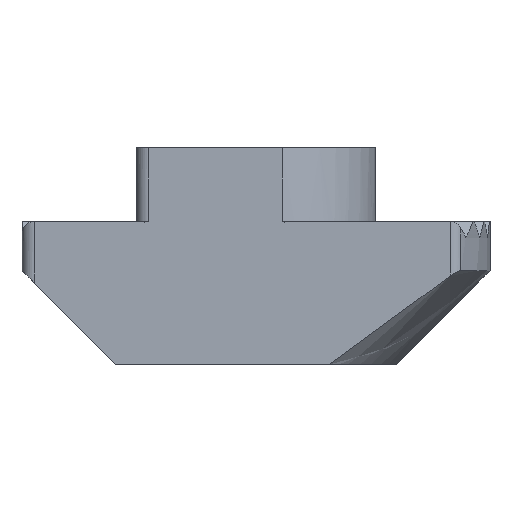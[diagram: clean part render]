
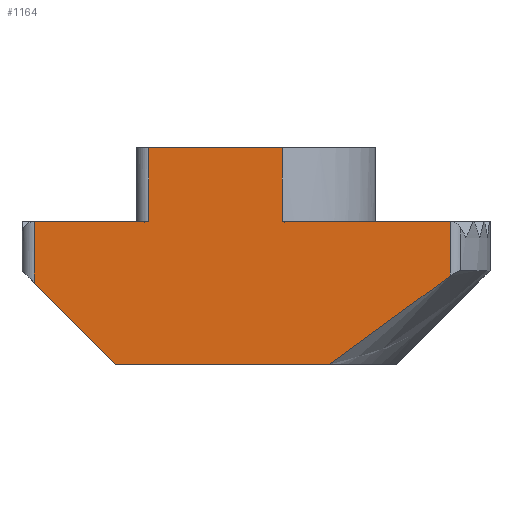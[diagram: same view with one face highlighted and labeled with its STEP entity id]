
A CAD part, front view. The second image highlights one B-rep face of the part: STEP entity #1164.
In plain terms, the highlighted planar face has unit normal (0, -1, 0).
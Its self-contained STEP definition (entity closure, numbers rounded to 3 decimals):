
#19=PLANE('',#1251);
#96=FACE_OUTER_BOUND('',#159,.T.);
#159=EDGE_LOOP('',(#819,#820,#821,#822,#823,#824,#825,#826,#827,#828));
#236=LINE('',#1801,#353);
#237=LINE('',#1804,#354);
#241=LINE('',#1814,#358);
#242=LINE('',#1816,#359);
#243=LINE('',#1818,#360);
#244=LINE('',#1820,#361);
#245=LINE('',#1822,#362);
#246=LINE('',#1824,#363);
#247=LINE('',#1826,#364);
#248=LINE('',#1827,#365);
#353=VECTOR('',#1390,2.5);
#354=VECTOR('',#1393,4.65);
#358=VECTOR('',#1401,4.667);
#359=VECTOR('',#1402,8.695);
#360=VECTOR('',#1403,6.06);
#361=VECTOR('',#1404,2.213);
#362=VECTOR('',#1405,6.813);
#363=VECTOR('',#1406,3.);
#364=VECTOR('',#1407,5.416);
#365=VECTOR('',#1408,3.);
#507=VERTEX_POINT('',#1794);
#510=VERTEX_POINT('',#1799);
#511=VERTEX_POINT('',#1803);
#515=VERTEX_POINT('',#1813);
#516=VERTEX_POINT('',#1815);
#517=VERTEX_POINT('',#1817);
#518=VERTEX_POINT('',#1819);
#519=VERTEX_POINT('',#1821);
#520=VERTEX_POINT('',#1823);
#521=VERTEX_POINT('',#1825);
#630=EDGE_CURVE('',#510,#507,#236,.T.);
#631=EDGE_CURVE('',#511,#507,#237,.T.);
#636=EDGE_CURVE('',#510,#515,#241,.T.);
#637=EDGE_CURVE('',#515,#516,#242,.T.);
#638=EDGE_CURVE('',#516,#517,#243,.T.);
#639=EDGE_CURVE('',#518,#517,#244,.T.);
#640=EDGE_CURVE('',#518,#519,#245,.T.);
#641=EDGE_CURVE('',#520,#519,#246,.T.);
#642=EDGE_CURVE('',#521,#520,#247,.T.);
#643=EDGE_CURVE('',#511,#521,#248,.T.);
#819=ORIENTED_EDGE('',*,*,#630,.F.);
#820=ORIENTED_EDGE('',*,*,#636,.T.);
#821=ORIENTED_EDGE('',*,*,#637,.T.);
#822=ORIENTED_EDGE('',*,*,#638,.T.);
#823=ORIENTED_EDGE('',*,*,#639,.F.);
#824=ORIENTED_EDGE('',*,*,#640,.T.);
#825=ORIENTED_EDGE('',*,*,#641,.F.);
#826=ORIENTED_EDGE('',*,*,#642,.F.);
#827=ORIENTED_EDGE('',*,*,#643,.F.);
#828=ORIENTED_EDGE('',*,*,#631,.T.);
#1164=ADVANCED_FACE('',(#96),#19,.T.);
#1251=AXIS2_PLACEMENT_3D('',#1812,#1399,#1400);
#1390=DIRECTION('',(0.,0.,1.));
#1393=DIRECTION('',(-1.,0.,0.));
#1399=DIRECTION('center_axis',(0.,-1.,0.));
#1400=DIRECTION('ref_axis',(0.,0.,-1.));
#1401=DIRECTION('',(0.707,0.,-0.707));
#1402=DIRECTION('',(1.,0.,0.));
#1403=DIRECTION('',(0.806,0.,0.592));
#1404=DIRECTION('',(0.,0.,-1.));
#1405=DIRECTION('',(-1.,0.,0.));
#1406=DIRECTION('',(0.,0.,-1.));
#1407=DIRECTION('',(1.,0.,0.));
#1408=DIRECTION('',(0.,0.,1.));
#1794=CARTESIAN_POINT('',(-9.,-4.85,5.8));
#1799=CARTESIAN_POINT('',(-9.,-4.85,3.3));
#1801=CARTESIAN_POINT('',(-9.,-4.85,4.4));
#1803=CARTESIAN_POINT('',(-4.35,-4.85,5.8));
#1804=CARTESIAN_POINT('',(-9.5,-4.85,5.8));
#1812=CARTESIAN_POINT('Origin',(-4.85,-4.85,8.8));
#1813=CARTESIAN_POINT('',(-5.7,-4.85,0.));
#1814=CARTESIAN_POINT('',(-1.9,-4.85,-3.8));
#1815=CARTESIAN_POINT('',(2.995,-4.85,0.));
#1816=CARTESIAN_POINT('',(-9.5,-4.85,0.));
#1817=CARTESIAN_POINT('',(7.879,-4.85,3.587));
#1818=CARTESIAN_POINT('',(2.995,-4.85,0.));
#1819=CARTESIAN_POINT('',(7.879,-4.85,5.8));
#1820=CARTESIAN_POINT('',(7.879,-4.85,3.8));
#1821=CARTESIAN_POINT('',(1.066,-4.85,5.8));
#1822=CARTESIAN_POINT('',(-9.5,-4.85,5.8));
#1823=CARTESIAN_POINT('',(1.066,-4.85,8.8));
#1824=CARTESIAN_POINT('',(1.066,-4.85,8.8));
#1825=CARTESIAN_POINT('',(-4.35,-4.85,8.8));
#1826=CARTESIAN_POINT('',(-9.5,-4.85,8.8));
#1827=CARTESIAN_POINT('',(-4.35,-4.85,8.8));
